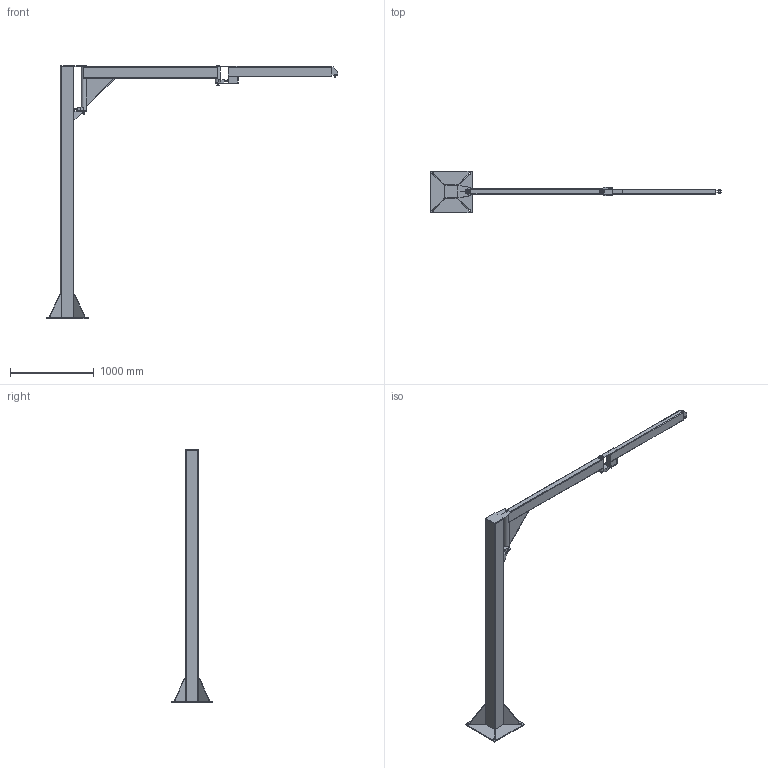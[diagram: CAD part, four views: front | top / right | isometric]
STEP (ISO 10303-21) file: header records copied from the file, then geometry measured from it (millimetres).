
FILE_DESCRIPTION(('STEP AP214'),'1');
FILE_NAME('PMH Pelarsvängkran Hymer 100-3.stp','2013-08-15T09:09:06',(' '),(' '),'Spatial InterOp 3D',' ',' ');
FILE_SCHEMA(('automotive_design'));
Length unit declared in the file: millimetre
Products named in the file (77): Pelare 2; Pelarefot Pelare I; Kil; KKR 160x160, T=6, L=3200; Undre fästöra; Övre fästöra; Förstärkningsplåt 2; Axel I; Axelkant  I; Distansbricka I; Hylsa I; Bultf_rband M6x35, M6 L_smutter; M6S M6x35; DIN_985 M6; Pelare II; Broms Pelare 2; Part62; Bolt Assembly; Tryckfjäder Ø14/10,5, L=24; M6M M10; Gängstång M10x80; PMH Pelarsv_ngkran Hymer 100_3; F_rst_rkning innerarm; Part102; Inre arm; Främre axel; R_r med lager bakre; Rör Dia=60,3 T=4,5 L=520; R_r med lager fr_mre; Rör Dia=60,3 T=4,5 L=190; KKR 140x70; Kn_ckarm typ 2; F_st_ra 85; Fästöra 85, T=6; Axel Fästöra; Spårring; Yttre arm; Part84; Part88; Part85 ...
Assembly tree (78 placements, depth 7):
  PMH Pelarsv_ngkran Hymer 100_3
    Pelare II
      Pelare 2
        Pelarefot Pelare I
        Kil
        Kil  x3
        KKR 160x160, T=6, L=3200
        Undre fästöra
        Övre fästöra
        Förstärkningsplåt 2
        Förstärkningsplåt 2
        Axel I
          Axelkant  I
          Axel I
          Distansbricka I
          Hylsa I
          Bultf_rband M6x35, M6 L_smutter
            M6S M6x35
            DIN_985 M6
      Broms Pelare 2
        Part62
        Bolt Assembly
          Tryckfjäder Ø14/10,5, L=24
          M6M M10
          M6M M10
          Gängstång M10x80
        Bolt Assembly
          Tryckfjäder Ø14/10,5, L=24
          M6M M10
          M6M M10
          Gängstång M10x80
    Kn_ckarm Hymer 100kg 3m
      Kn_ckarm Hymer 100kg 3m
        Kn_ckarm typ 2
          Inre arm
            F_rst_rkning innerarm
              Part102
              Part102
            Främre axel
            R_r med lager bakre
              Rör Dia=60,3 T=4,5 L=520
            R_r med lager fr_mre
              Rör Dia=60,3 T=4,5 L=190
            KKR 140x70
          Yttre arm
            F_st_ra 85
              Fästöra 85, T=6
              Fästöra 85, T=6
              Axel Fästöra
              Spårring
            Part84
            Part88
            Part85
            Part85
            Part84
            Part83
            Part82
            Axelkant  I
            Axel I
            Distansbricka I
Bounding box: 3480.04 x 500 x 3030.38 mm (x, y, z)
Volume: 89045522.5 mm3; surface area: 5816410.6 mm2
Topology: 58 solids, 58 shells, 618 faces, 1344 edges, 846 vertices
Faces by surface type: plane 336, cone 148, cylinder 119, bspline 12, torus 3
Full cylindrical faces by diameter (mm): 2 x2, 4.2 x1, 5.46 x2, 6 x4, 6.75 x2, 7 x6, 10 x14, 18 x2, 20 x18, 21 x5, 26 x5, 27 x2, 30.048 x2, 51.3 x2, 60.3 x2
Entity records: 29762 total; most frequent: CARTESIAN_POINT 11087, DIRECTION 2614, ORIENTED_EDGE 2352, EDGE_CURVE 1176, AXIS2_PLACEMENT_3D 1063, EDGE_LOOP 802, VERTEX_POINT 796, FACE_OUTER_BOUND 688
